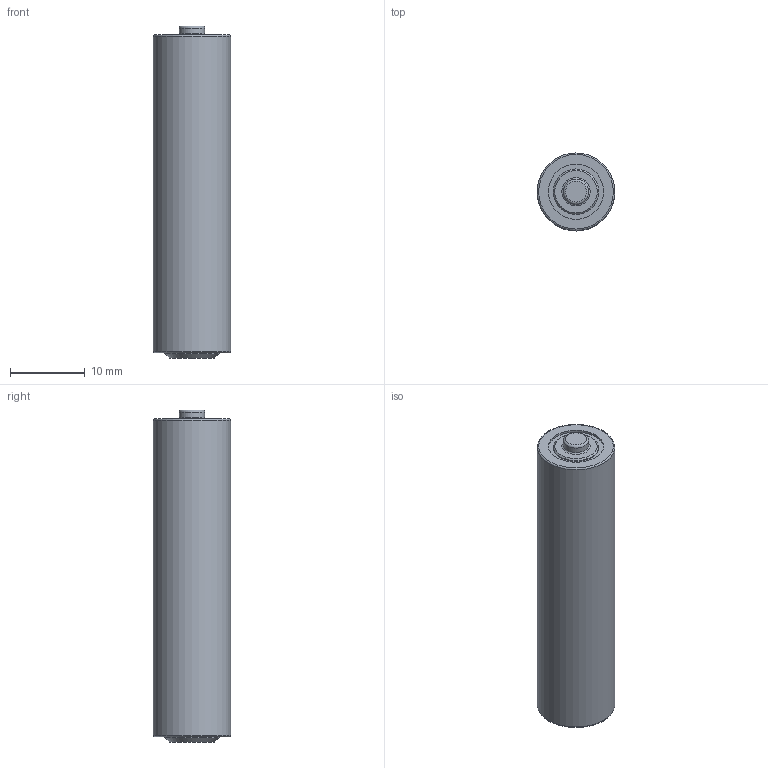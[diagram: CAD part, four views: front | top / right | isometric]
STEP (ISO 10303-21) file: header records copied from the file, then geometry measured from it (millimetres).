
FILE_DESCRIPTION(('FreeCAD Model'),'2;1');
FILE_NAME('battery-AAA.step','2014-08-16T10:13:25',( 'FreeCAD'),('FreeCAD'),'Open CASCADE STEP processor 6.7','FreeCAD', 'Unknown');
FILE_SCHEMA(('AUTOMOTIVE_DESIGN_CC2 { 1 2 10303 214 -1 1 5 4 }'));
Length unit declared in the file: millimetre
Products named in the file (1): Battery-AAA-final
Bounding box: 10.4 x 10.4 x 44.5 mm (x, y, z)
Volume: 3650 mm3; surface area: 1584.6 mm2
Topology: 1 solids, 1 shells, 17 faces, 27 edges, 16 vertices
Faces by surface type: plane 6, cylinder 5, torus 4, cone 2
Full cylindrical faces by diameter (mm): 3.4 x1, 6.1 x1, 7.302 x1, 7.4 x1, 10.4 x1
Entity records: 864 total; most frequent: CARTESIAN_POINT 127, DIRECTION 125, ORIENTED_EDGE 54, PCURVE 54, DEFINITIONAL_REPRESENTATION 54, LINE 39, VECTOR 39, AXIS2_PLACEMENT_3D 38
